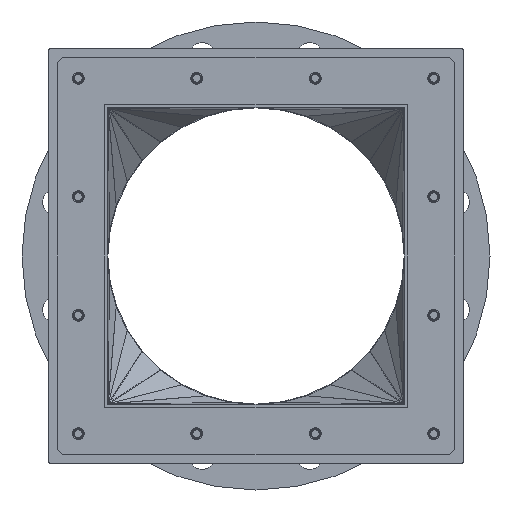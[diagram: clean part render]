
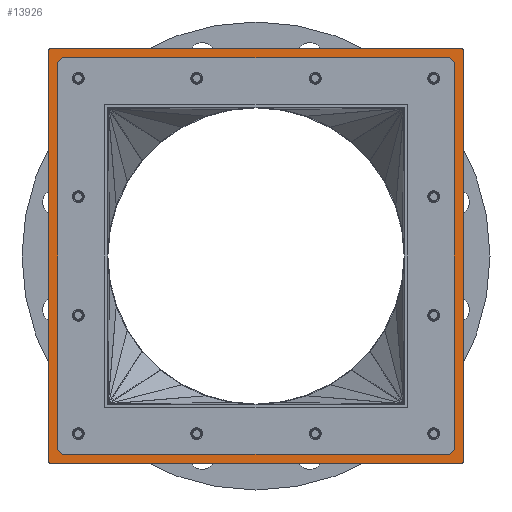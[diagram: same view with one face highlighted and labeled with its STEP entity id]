
A CAD part, front view. The second image highlights one B-rep face of the part: STEP entity #13926.
In plain terms, the highlighted planar face has unit normal (0, -1, 0).
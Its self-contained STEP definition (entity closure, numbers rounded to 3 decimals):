
#794=LINE('',#20439,#1754);
#799=LINE('',#20453,#1759);
#810=LINE('',#20540,#1770);
#814=LINE('',#20552,#1774);
#868=LINE('',#20718,#1828);
#871=LINE('',#20726,#1831);
#874=LINE('',#20734,#1834);
#876=LINE('',#20741,#1836);
#1754=VECTOR('',#16841,10.);
#1759=VECTOR('',#16854,10.);
#1770=VECTOR('',#16949,10.);
#1774=VECTOR('',#16961,10.);
#1828=VECTOR('',#17123,10.);
#1831=VECTOR('',#17132,10.);
#1834=VECTOR('',#17141,10.);
#1836=VECTOR('',#17151,10.);
#3216=FACE_BOUND('',#4756,.T.);
#3643=FACE_OUTER_BOUND('',#4755,.T.);
#4755=EDGE_LOOP('',(#9854,#9855,#9856,#9857,#9858,#9859,#9860,#9861));
#4756=EDGE_LOOP('',(#9862,#9863,#9864,#9865,#9866,#9867,#9868,#9869));
#5588=CIRCLE('',#14999,6.);
#5590=CIRCLE('',#15003,6.);
#5616=CIRCLE('',#15045,6.);
#5618=CIRCLE('',#15049,6.);
#5636=CIRCLE('',#15100,2.);
#5637=CIRCLE('',#15103,2.);
#5638=CIRCLE('',#15106,2.);
#5639=CIRCLE('',#15109,2.);
#6032=VERTEX_POINT('',#20437);
#6033=VERTEX_POINT('',#20438);
#6036=VERTEX_POINT('',#20446);
#6038=VERTEX_POINT('',#20452);
#6040=VERTEX_POINT('',#20458);
#6072=VERTEX_POINT('',#20539);
#6074=VERTEX_POINT('',#20545);
#6076=VERTEX_POINT('',#20551);
#6132=VERTEX_POINT('',#20710);
#6133=VERTEX_POINT('',#20711);
#6134=VERTEX_POINT('',#20716);
#6135=VERTEX_POINT('',#20720);
#6136=VERTEX_POINT('',#20724);
#6137=VERTEX_POINT('',#20728);
#6138=VERTEX_POINT('',#20732);
#6139=VERTEX_POINT('',#20736);
#7300=EDGE_CURVE('',#6032,#6033,#794,.T.);
#7304=EDGE_CURVE('',#6036,#6032,#5588,.T.);
#7307=EDGE_CURVE('',#6038,#6036,#799,.T.);
#7310=EDGE_CURVE('',#6040,#6038,#5590,.T.);
#7344=EDGE_CURVE('',#6072,#6040,#810,.T.);
#7347=EDGE_CURVE('',#6074,#6072,#5616,.T.);
#7350=EDGE_CURVE('',#6076,#6074,#814,.T.);
#7353=EDGE_CURVE('',#6033,#6076,#5618,.T.);
#7419=EDGE_CURVE('',#6132,#6133,#5636,.T.);
#7423=EDGE_CURVE('',#6132,#6134,#868,.T.);
#7424=EDGE_CURVE('',#6135,#6134,#5637,.T.);
#7427=EDGE_CURVE('',#6135,#6136,#871,.T.);
#7428=EDGE_CURVE('',#6137,#6136,#5638,.T.);
#7431=EDGE_CURVE('',#6137,#6138,#874,.T.);
#7432=EDGE_CURVE('',#6139,#6138,#5639,.T.);
#7434=EDGE_CURVE('',#6139,#6133,#876,.T.);
#9854=ORIENTED_EDGE('',*,*,#7419,.F.);
#9855=ORIENTED_EDGE('',*,*,#7423,.T.);
#9856=ORIENTED_EDGE('',*,*,#7424,.F.);
#9857=ORIENTED_EDGE('',*,*,#7427,.T.);
#9858=ORIENTED_EDGE('',*,*,#7428,.F.);
#9859=ORIENTED_EDGE('',*,*,#7431,.T.);
#9860=ORIENTED_EDGE('',*,*,#7432,.F.);
#9861=ORIENTED_EDGE('',*,*,#7434,.T.);
#9862=ORIENTED_EDGE('',*,*,#7310,.T.);
#9863=ORIENTED_EDGE('',*,*,#7307,.T.);
#9864=ORIENTED_EDGE('',*,*,#7304,.T.);
#9865=ORIENTED_EDGE('',*,*,#7300,.T.);
#9866=ORIENTED_EDGE('',*,*,#7353,.T.);
#9867=ORIENTED_EDGE('',*,*,#7350,.T.);
#9868=ORIENTED_EDGE('',*,*,#7347,.T.);
#9869=ORIENTED_EDGE('',*,*,#7344,.T.);
#12419=PLANE('',#15112);
#13926=ADVANCED_FACE('',(#3643,#3216),#12419,.T.);
#14999=AXIS2_PLACEMENT_3D('',#20447,#16847,#16848);
#15003=AXIS2_PLACEMENT_3D('',#20459,#16859,#16860);
#15045=AXIS2_PLACEMENT_3D('',#20546,#16954,#16955);
#15049=AXIS2_PLACEMENT_3D('',#20557,#16966,#16967);
#15100=AXIS2_PLACEMENT_3D('',#20712,#17116,#17117);
#15103=AXIS2_PLACEMENT_3D('',#20721,#17126,#17127);
#15106=AXIS2_PLACEMENT_3D('',#20729,#17135,#17136);
#15109=AXIS2_PLACEMENT_3D('',#20737,#17144,#17145);
#15112=AXIS2_PLACEMENT_3D('',#20742,#17152,#17153);
#16841=DIRECTION('',(-1.,0.,0.));
#16847=DIRECTION('center_axis',(0.,1.,0.));
#16848=DIRECTION('ref_axis',(0.707,0.,-0.707));
#16854=DIRECTION('',(0.,0.,-1.));
#16859=DIRECTION('center_axis',(0.,1.,0.));
#16860=DIRECTION('ref_axis',(0.707,0.,0.707));
#16949=DIRECTION('',(1.,0.,0.));
#16954=DIRECTION('center_axis',(0.,1.,0.));
#16955=DIRECTION('ref_axis',(-0.707,0.,0.707));
#16961=DIRECTION('',(0.,0.,1.));
#16966=DIRECTION('center_axis',(0.,1.,0.));
#16967=DIRECTION('ref_axis',(-0.707,0.,-0.707));
#17116=DIRECTION('center_axis',(0.,1.,0.));
#17117=DIRECTION('ref_axis',(0.707,0.,0.707));
#17123=DIRECTION('',(-1.,0.,0.));
#17126=DIRECTION('center_axis',(0.,1.,0.));
#17127=DIRECTION('ref_axis',(-0.707,0.,0.707));
#17132=DIRECTION('',(0.,0.,-1.));
#17135=DIRECTION('center_axis',(0.,1.,0.));
#17136=DIRECTION('ref_axis',(-0.707,0.,-0.707));
#17141=DIRECTION('',(1.,0.,0.));
#17144=DIRECTION('center_axis',(0.,1.,0.));
#17145=DIRECTION('ref_axis',(0.707,0.,-0.707));
#17151=DIRECTION('',(0.,0.,1.));
#17152=DIRECTION('center_axis',(0.,-1.,0.));
#17153=DIRECTION('ref_axis',(-1.,0.,0.));
#20437=CARTESIAN_POINT('',(161.5,-90.414,-167.5));
#20438=CARTESIAN_POINT('',(-161.5,-90.414,-167.5));
#20439=CARTESIAN_POINT('',(-83.75,-90.414,-167.5));
#20446=CARTESIAN_POINT('',(167.5,-90.414,-161.5));
#20447=CARTESIAN_POINT('Origin',(161.5,-90.414,-161.5));
#20452=CARTESIAN_POINT('',(167.5,-90.414,161.5));
#20453=CARTESIAN_POINT('',(167.5,-90.414,-83.75));
#20458=CARTESIAN_POINT('',(161.5,-90.414,167.5));
#20459=CARTESIAN_POINT('Origin',(161.5,-90.414,161.5));
#20539=CARTESIAN_POINT('',(-161.5,-90.414,167.5));
#20540=CARTESIAN_POINT('',(83.75,-90.414,167.5));
#20545=CARTESIAN_POINT('',(-167.5,-90.414,161.5));
#20546=CARTESIAN_POINT('Origin',(-161.5,-90.414,161.5));
#20551=CARTESIAN_POINT('',(-167.5,-90.414,-161.5));
#20552=CARTESIAN_POINT('',(-167.5,-90.414,83.75));
#20557=CARTESIAN_POINT('Origin',(-161.5,-90.414,-161.5));
#20710=CARTESIAN_POINT('',(173.,-90.414,175.));
#20711=CARTESIAN_POINT('',(175.,-90.414,173.));
#20712=CARTESIAN_POINT('Origin',(173.,-90.414,173.));
#20716=CARTESIAN_POINT('',(-173.,-90.414,175.));
#20718=CARTESIAN_POINT('',(175.,-90.414,175.));
#20720=CARTESIAN_POINT('',(-175.,-90.414,173.));
#20721=CARTESIAN_POINT('Origin',(-173.,-90.414,173.));
#20724=CARTESIAN_POINT('',(-175.,-90.414,-173.));
#20726=CARTESIAN_POINT('',(-175.,-90.414,175.));
#20728=CARTESIAN_POINT('',(-173.,-90.414,-175.));
#20729=CARTESIAN_POINT('Origin',(-173.,-90.414,-173.));
#20732=CARTESIAN_POINT('',(173.,-90.414,-175.));
#20734=CARTESIAN_POINT('',(-175.,-90.414,-175.));
#20736=CARTESIAN_POINT('',(175.,-90.414,-173.));
#20737=CARTESIAN_POINT('Origin',(173.,-90.414,-173.));
#20741=CARTESIAN_POINT('',(175.,-90.414,-175.));
#20742=CARTESIAN_POINT('Origin',(0.,-90.414,
0.));
